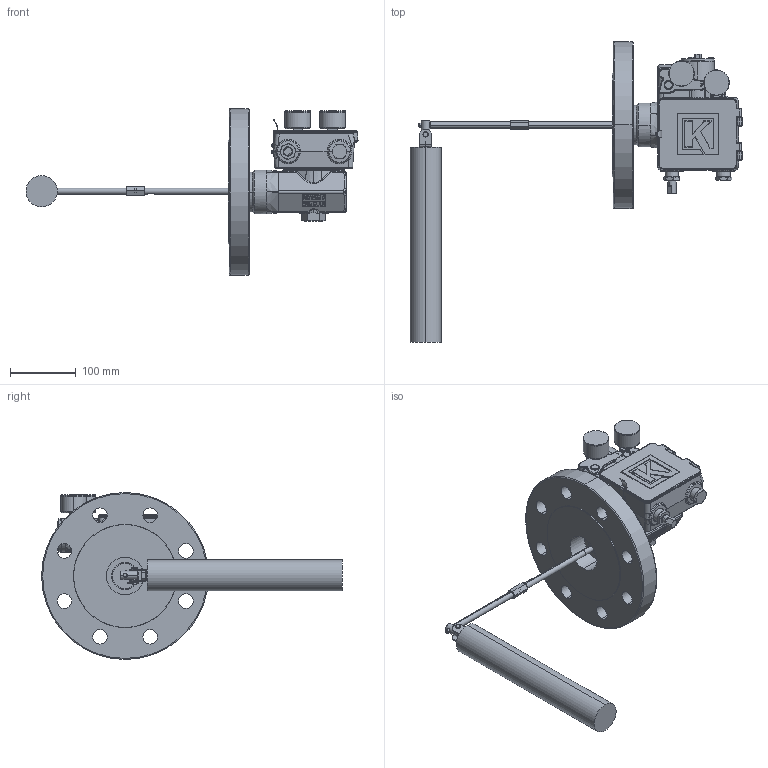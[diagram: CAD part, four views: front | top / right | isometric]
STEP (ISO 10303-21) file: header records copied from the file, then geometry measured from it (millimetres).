
FILE_DESCRIPTION (( 'STEP AP214' ), '1' );
FILE_NAME ('FPL3HUL1AS-LCD.STEP', '2025-05-19T19:44:19', ( '' ), ( '' ), 'SwSTEP 2.0', 'SolidWorks 2024', '' );
FILE_SCHEMA (( 'AUTOMOTIVE_DESIGN' ));
Length unit declared in the file: inch
Products named in the file (1): FPL3HUL1AS-LCD
Bounding box: 505.24 x 457.66 x 254 mm (x, y, z)
Volume: 3760882.9 mm3; surface area: 471797.7 mm2
Topology: 34 solids, 34 shells, 2930 faces, 7188 edges, 4408 vertices
Faces by surface type: plane 1226, bspline 594, cylinder 584, cone 308, torus 147, sphere 71
Entity records: 144592 total; most frequent: CARTESIAN_POINT 80820, ORIENTED_EDGE 14262, DIRECTION 11557, EDGE_CURVE 7131, VERTEX_POINT 4401, AXIS2_PLACEMENT_3D 3995, VECTOR 3567, LINE 3567
